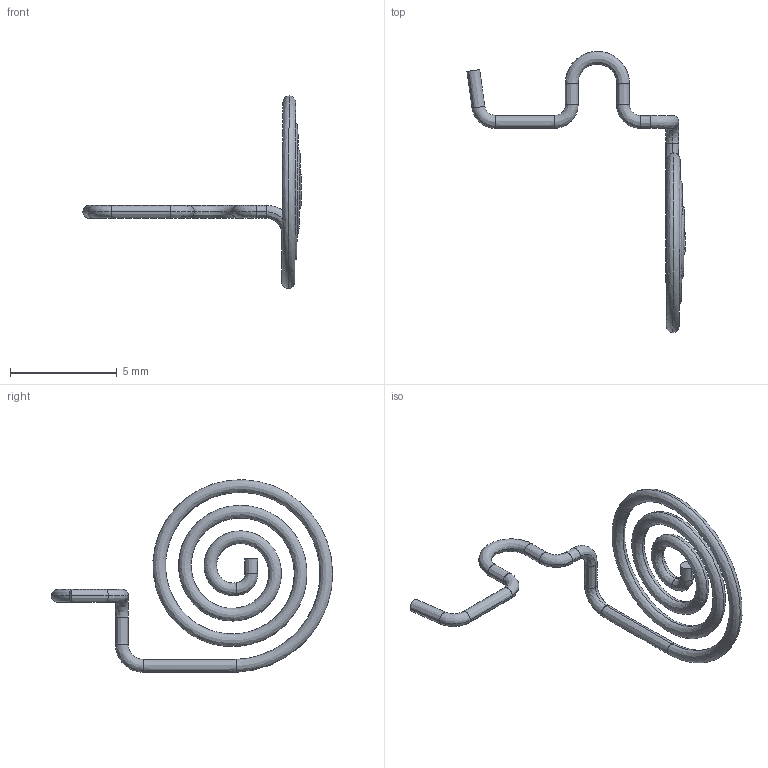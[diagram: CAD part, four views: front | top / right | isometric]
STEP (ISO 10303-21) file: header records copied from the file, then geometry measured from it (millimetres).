
FILE_DESCRIPTION(('HOOPS Exchange Step'),'2;1');
FILE_NAME('temp_export.step','2020-05-07T14:47:01-07:00',('mobile'),('Shapr3D Limited'),'HOOPS Exchange 2018.1','Shapr3D','Authorized');
FILE_SCHEMA( ('AP203_CONFIGURATION_CONTROLLED_3D_DESIGN_OF_MECHANICAL_PARTS_AND_ASSEMBLIES_MIM_LF') );
Length unit declared in the file: millimetre
Products named in the file (1): SPRING_P_L
Bounding box: 10.2 x 13.15 x 9 mm (x, y, z)
Volume: 21.4 mm3; surface area: 143.6 mm2
Topology: 1 solids, 1 shells, 35 faces, 82 edges, 49 vertices
Faces by surface type: bspline 17, extrusion 16, plane 2
Entity records: 3781 total; most frequent: CARTESIAN_POINT 3125, ORIENTED_EDGE 164, EDGE_CURVE 82, B_SPLINE_CURVE_WITH_KNOTS 71, DIRECTION 61, VERTEX_POINT 49, EDGE_LOOP 35, FACE_BOUND 35
